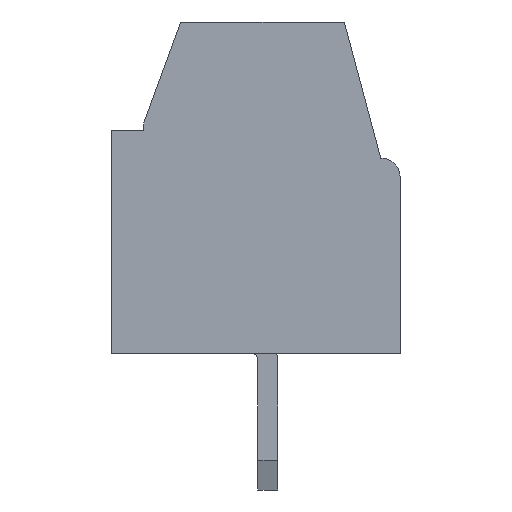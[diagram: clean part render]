
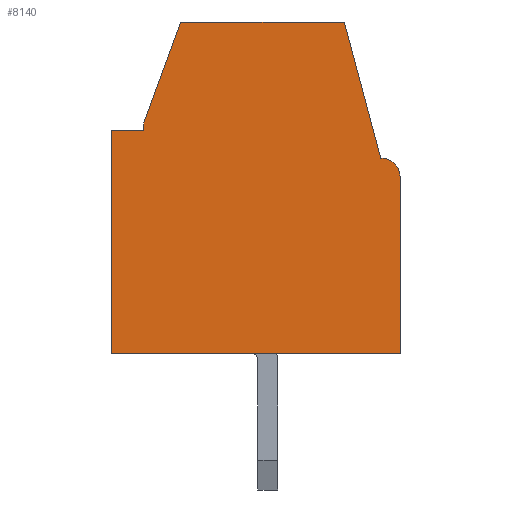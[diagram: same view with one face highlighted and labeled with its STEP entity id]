
A CAD part, left-side view. The second image highlights one B-rep face of the part: STEP entity #8140.
In plain terms, the highlighted planar face has unit normal (-1, 0, 0).
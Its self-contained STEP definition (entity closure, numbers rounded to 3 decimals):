
#321=CIRCLE('',#8723,0.495);
#674=FACE_OUTER_BOUND('',#1112,.T.);
#1112=EDGE_LOOP('',(#6536,#6537,#6538,#6539,#6540,#6541,#6542,#6543,#6544));
#1883=LINE('',#12805,#2832);
#1897=LINE('',#12831,#2846);
#1898=LINE('',#12832,#2847);
#1899=LINE('',#12834,#2848);
#1900=LINE('',#12836,#2849);
#1901=LINE('',#12838,#2850);
#1902=LINE('',#12840,#2851);
#1903=LINE('',#12841,#2852);
#2832=VECTOR('',#10332,1000.);
#2846=VECTOR('',#10352,1000.);
#2847=VECTOR('',#10353,1000.);
#2848=VECTOR('',#10354,1000.);
#2849=VECTOR('',#10355,1000.);
#2850=VECTOR('',#10356,1000.);
#2851=VECTOR('',#10357,1000.);
#2852=VECTOR('',#10358,1000.);
#3668=VERTEX_POINT('',#12802);
#3669=VERTEX_POINT('',#12804);
#3674=VERTEX_POINT('',#12816);
#3675=VERTEX_POINT('',#12818);
#3678=VERTEX_POINT('',#12830);
#3679=VERTEX_POINT('',#12833);
#3680=VERTEX_POINT('',#12835);
#3681=VERTEX_POINT('',#12837);
#3682=VERTEX_POINT('',#12839);
#4692=EDGE_CURVE('',#3669,#3668,#1883,.T.);
#4699=EDGE_CURVE('',#3675,#3674,#321,.T.);
#4707=EDGE_CURVE('',#3668,#3678,#1897,.T.);
#4708=EDGE_CURVE('',#3678,#3675,#1898,.T.);
#4709=EDGE_CURVE('',#3674,#3679,#1899,.T.);
#4710=EDGE_CURVE('',#3679,#3680,#1900,.T.);
#4711=EDGE_CURVE('',#3680,#3681,#1901,.T.);
#4712=EDGE_CURVE('',#3681,#3682,#1902,.T.);
#4713=EDGE_CURVE('',#3682,#3669,#1903,.T.);
#6536=ORIENTED_EDGE('',*,*,#4707,.T.);
#6537=ORIENTED_EDGE('',*,*,#4708,.T.);
#6538=ORIENTED_EDGE('',*,*,#4699,.T.);
#6539=ORIENTED_EDGE('',*,*,#4709,.T.);
#6540=ORIENTED_EDGE('',*,*,#4710,.T.);
#6541=ORIENTED_EDGE('',*,*,#4711,.T.);
#6542=ORIENTED_EDGE('',*,*,#4712,.T.);
#6543=ORIENTED_EDGE('',*,*,#4713,.T.);
#6544=ORIENTED_EDGE('',*,*,#4692,.T.);
#7759=PLANE('',#8724);
#8140=ADVANCED_FACE('',(#674),#7759,.F.);
#8723=AXIS2_PLACEMENT_3D('',#12819,#10341,#10342);
#8724=AXIS2_PLACEMENT_3D('',#12829,#10350,#10351);
#10332=DIRECTION('',(0.,0.,-1.));
#10341=DIRECTION('center_axis',(-1.,0.,0.));
#10342=DIRECTION('ref_axis',(0.,1.,0.));
#10350=DIRECTION('center_axis',(1.,0.,0.));
#10351=DIRECTION('ref_axis',(0.,1.,0.));
#10352=DIRECTION('',(0.,-1.,0.));
#10353=DIRECTION('',(0.,0.,1.));
#10354=DIRECTION('',(0.,0.259,0.966));
#10355=DIRECTION('',(0.,1.,0.));
#10356=DIRECTION('',(0.,0.342,-0.94));
#10357=DIRECTION('',(0.,0.,-1.));
#10358=DIRECTION('',(0.,1.,0.));
#12802=CARTESIAN_POINT('',(-10.13,-2.683,0.559));
#12804=CARTESIAN_POINT('',(-10.13,-2.683,6.274));
#12805=CARTESIAN_POINT('',(-10.13,-2.683,0.559));
#12816=CARTESIAN_POINT('',(-10.13,-9.589,5.575));
#12818=CARTESIAN_POINT('',(-10.13,-10.084,5.08));
#12819=CARTESIAN_POINT('Origin',(-10.13,-9.589,5.08));
#12829=CARTESIAN_POINT('Origin',(-10.13,-9.589,5.08));
#12830=CARTESIAN_POINT('',(-10.13,-10.084,0.559));
#12831=CARTESIAN_POINT('',(-10.13,-10.084,0.559));
#12832=CARTESIAN_POINT('',(-10.13,-10.084,5.08));
#12833=CARTESIAN_POINT('',(-10.13,-8.653,9.068));
#12834=CARTESIAN_POINT('',(-10.13,-8.653,9.068));
#12835=CARTESIAN_POINT('',(-10.13,-4.448,9.068));
#12836=CARTESIAN_POINT('',(-10.13,-4.448,9.068));
#12837=CARTESIAN_POINT('',(-10.13,-3.505,6.477));
#12838=CARTESIAN_POINT('',(-10.13,-3.505,6.477));
#12839=CARTESIAN_POINT('',(-10.13,-3.505,6.274));
#12840=CARTESIAN_POINT('',(-10.13,-3.505,6.274));
#12841=CARTESIAN_POINT('',(-10.13,-2.692,6.274));
